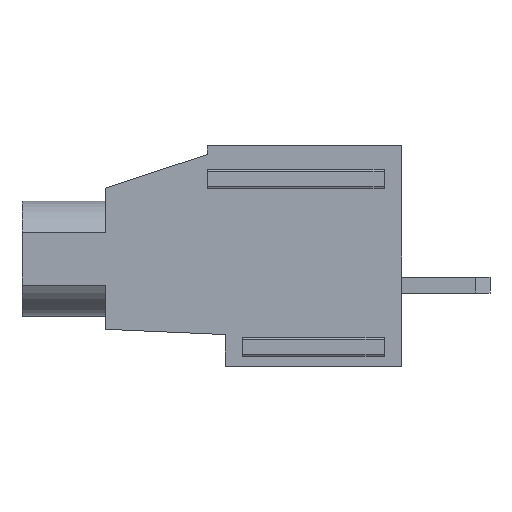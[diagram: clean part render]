
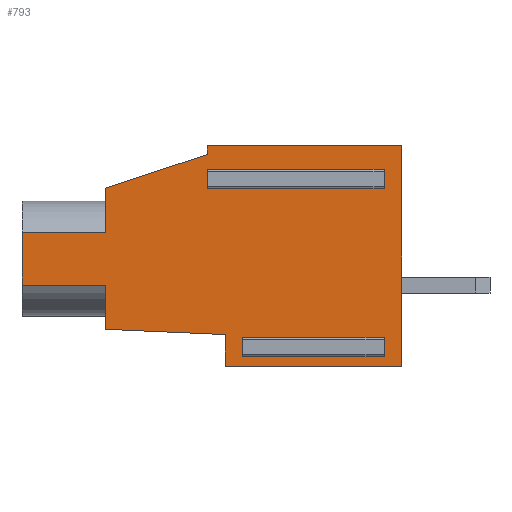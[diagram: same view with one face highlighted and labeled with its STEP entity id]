
A CAD part, left-side view. The second image highlights one B-rep face of the part: STEP entity #793.
In plain terms, the highlighted planar face has unit normal (-1, 0, 0).
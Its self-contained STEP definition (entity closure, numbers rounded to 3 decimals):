
#793 = ADVANCED_FACE( '', ( #1592, #1593, #1594 ), #1595, .F. );
#1592 = FACE_OUTER_BOUND( '', #2411, .T. );
#1593 = FACE_BOUND( '', #2412, .T. );
#1594 = FACE_BOUND( '', #2413, .T. );
#1595 = PLANE( '', #2414 );
#2411 = EDGE_LOOP( '', ( #4730, #4731, #4732, #4733, #4734, #4735, #4736, #4737, #4738, #4739, #4740, #4741 ) );
#2412 = EDGE_LOOP( '', ( #4742, #4743, #4744, #4745 ) );
#2413 = EDGE_LOOP( '', ( #4746, #4747, #4748, #4749 ) );
#2414 = AXIS2_PLACEMENT_3D( '', #4750, #4751, #4752 );
#4730 = ORIENTED_EDGE( '', *, *, #6036, .T. );
#4731 = ORIENTED_EDGE( '', *, *, #5776, .F. );
#4732 = ORIENTED_EDGE( '', *, *, #6101, .F. );
#4733 = ORIENTED_EDGE( '', *, *, #5996, .F. );
#4734 = ORIENTED_EDGE( '', *, *, #6098, .T. );
#4735 = ORIENTED_EDGE( '', *, *, #6102, .T. );
#4736 = ORIENTED_EDGE( '', *, *, #5265, .F. );
#4737 = ORIENTED_EDGE( '', *, *, #5591, .T. );
#4738 = ORIENTED_EDGE( '', *, *, #5694, .T. );
#4739 = ORIENTED_EDGE( '', *, *, #5462, .T. );
#4740 = ORIENTED_EDGE( '', *, *, #5522, .F. );
#4741 = ORIENTED_EDGE( '', *, *, #5543, .T. );
#4742 = ORIENTED_EDGE( '', *, *, #6103, .F. );
#4743 = ORIENTED_EDGE( '', *, *, #5255, .T. );
#4744 = ORIENTED_EDGE( '', *, *, #6104, .F. );
#4745 = ORIENTED_EDGE( '', *, *, #5920, .T. );
#4746 = ORIENTED_EDGE( '', *, *, #5398, .F. );
#4747 = ORIENTED_EDGE( '', *, *, #5931, .F. );
#4748 = ORIENTED_EDGE( '', *, *, #5417, .F. );
#4749 = ORIENTED_EDGE( '', *, *, #6105, .T. );
#4750 = CARTESIAN_POINT( '', ( 0., 10., -10.091 ) );
#4751 = DIRECTION( '', ( 1., 0., 0. ) );
#4752 = DIRECTION( '', ( 0., 0., -1. ) );
#5255 = EDGE_CURVE( '', #6374, #6375, #6376, .T. );
#5265 = EDGE_CURVE( '', #6392, #6394, #6395, .T. );
#5398 = EDGE_CURVE( '', #6621, #6623, #6624, .T. );
#5417 = EDGE_CURVE( '', #6654, #6656, #6657, .T. );
#5462 = EDGE_CURVE( '', #6730, #6728, #6731, .T. );
#5522 = EDGE_CURVE( '', #6823, #6728, #6825, .T. );
#5543 = EDGE_CURVE( '', #6823, #6854, #6856, .T. );
#5591 = EDGE_CURVE( '', #6392, #6930, #6932, .T. );
#5694 = EDGE_CURVE( '', #6930, #6730, #7097, .T. );
#5776 = EDGE_CURVE( '', #7215, #7217, #7218, .T. );
#5920 = EDGE_CURVE( '', #7410, #7408, #7411, .T. );
#5931 = EDGE_CURVE( '', #6656, #6621, #7425, .T. );
#5996 = EDGE_CURVE( '', #7507, #7509, #7510, .T. );
#6036 = EDGE_CURVE( '', #6854, #7217, #7561, .T. );
#6098 = EDGE_CURVE( '', #7507, #7629, #7631, .T. );
#6101 = EDGE_CURVE( '', #7509, #7215, #7634, .T. );
#6102 = EDGE_CURVE( '', #7629, #6394, #7635, .T. );
#6103 = EDGE_CURVE( '', #6374, #7408, #7636, .T. );
#6104 = EDGE_CURVE( '', #7410, #6375, #7637, .T. );
#6105 = EDGE_CURVE( '', #6654, #6623, #7638, .T. );
#6374 = VERTEX_POINT( '', #8000 );
#6375 = VERTEX_POINT( '', #8001 );
#6376 = LINE( '', #8002, #8003 );
#6392 = VERTEX_POINT( '', #8022 );
#6394 = VERTEX_POINT( '', #8025 );
#6395 = LINE( '', #8026, #8027 );
#6621 = VERTEX_POINT( '', #8342 );
#6623 = VERTEX_POINT( '', #8344 );
#6624 = LINE( '', #8345, #8346 );
#6654 = VERTEX_POINT( '', #8385 );
#6656 = VERTEX_POINT( '', #8387 );
#6657 = LINE( '', #8388, #8389 );
#6728 = VERTEX_POINT( '', #8490 );
#6730 = VERTEX_POINT( '', #8493 );
#6731 = LINE( '', #8494, #8495 );
#6823 = VERTEX_POINT( '', #8631 );
#6825 = LINE( '', #8634, #8635 );
#6854 = VERTEX_POINT( '', #8672 );
#6856 = LINE( '', #8675, #8676 );
#6930 = VERTEX_POINT( '', #8779 );
#6932 = LINE( '', #8782, #8783 );
#7097 = LINE( '', #9034, #9035 );
#7215 = VERTEX_POINT( '', #9208 );
#7217 = VERTEX_POINT( '', #9211 );
#7218 = LINE( '', #9212, #9213 );
#7408 = VERTEX_POINT( '', #9503 );
#7410 = VERTEX_POINT( '', #9505 );
#7411 = LINE( '', #9506, #9507 );
#7425 = LINE( '', #9526, #9527 );
#7507 = VERTEX_POINT( '', #9645 );
#7509 = VERTEX_POINT( '', #9648 );
#7510 = LINE( '', #9649, #9650 );
#7561 = LINE( '', #9728, #9729 );
#7629 = VERTEX_POINT( '', #9820 );
#7631 = LINE( '', #9823, #9824 );
#7634 = LINE( '', #9827, #9828 );
#7635 = LINE( '', #9829, #9830 );
#7636 = LINE( '', #9831, #9832 );
#7637 = LINE( '', #9833, #9834 );
#7638 = LINE( '', #9835, #9836 );
#8000 = CARTESIAN_POINT( '', ( 0., 1., -10.973 ) );
#8001 = CARTESIAN_POINT( '', ( 0., 1., -11.827 ) );
#8002 = CARTESIAN_POINT( '', ( 0., 1., -8.666 ) );
#8003 = VECTOR( '', #10012, 1000. );
#8022 = CARTESIAN_POINT( '', ( 0., 16.8, -4.9 ) );
#8025 = CARTESIAN_POINT( '', ( 0., 16.8, -2.4 ) );
#8026 = CARTESIAN_POINT( '', ( 0., 16.8, -8.666 ) );
#8027 = VECTOR( '', #10029, 1000. );
#8342 = CARTESIAN_POINT( '', ( 0., 11., -2.327 ) );
#8344 = CARTESIAN_POINT( '', ( 0., 1., -2.327 ) );
#8345 = CARTESIAN_POINT( '', ( 0., 5.057, -2.327 ) );
#8346 = VECTOR( '', #10173, 1000. );
#8385 = CARTESIAN_POINT( '', ( 0., 1., -1.473 ) );
#8387 = CARTESIAN_POINT( '', ( 0., 11., -1.473 ) );
#8388 = CARTESIAN_POINT( '', ( 0., 5.057, -1.473 ) );
#8389 = VECTOR( '', #10198, 1000. );
#8490 = CARTESIAN_POINT( '', ( 0., 16.8, -7.9 ) );
#8493 = CARTESIAN_POINT( '', ( 0., 21.5, -7.9 ) );
#8494 = CARTESIAN_POINT( '', ( 0., 5.057, -7.9 ) );
#8495 = VECTOR( '', #10239, 1000. );
#8631 = CARTESIAN_POINT( '', ( 0., 16.8, -10.4 ) );
#8634 = CARTESIAN_POINT( '', ( 0., 16.8, -8.666 ) );
#8635 = VECTOR( '', #10288, 1000. );
#8672 = CARTESIAN_POINT( '', ( 0., 10., -10.7 ) );
#8675 = CARTESIAN_POINT( '', ( 0., 5.057, -10.918 ) );
#8676 = VECTOR( '', #10316, 1000. );
#8779 = CARTESIAN_POINT( '', ( 0., 21.5, -4.9 ) );
#8782 = CARTESIAN_POINT( '', ( 0., 5.057, -4.9 ) );
#8783 = VECTOR( '', #10368, 1000. );
#9034 = CARTESIAN_POINT( '', ( 0., 21.5, -8.666 ) );
#9035 = VECTOR( '', #10458, 1000. );
#9208 = CARTESIAN_POINT( '', ( 0., 0., -12.5 ) );
#9211 = CARTESIAN_POINT( '', ( 0., 10., -12.5 ) );
#9212 = CARTESIAN_POINT( '', ( 0., 5.057, -12.5 ) );
#9213 = VECTOR( '', #10533, 1000. );
#9503 = CARTESIAN_POINT( '', ( 0., 9., -10.973 ) );
#9505 = CARTESIAN_POINT( '', ( 0., 9., -11.827 ) );
#9506 = CARTESIAN_POINT( '', ( 0., 9., -8.666 ) );
#9507 = VECTOR( '', #10661, 1000. );
#9526 = CARTESIAN_POINT( '', ( 0., 11., -8.666 ) );
#9527 = VECTOR( '', #10670, 1000. );
#9645 = CARTESIAN_POINT( '', ( 0., 11., 0. ) );
#9648 = CARTESIAN_POINT( '', ( 0., 0., 0. ) );
#9649 = CARTESIAN_POINT( '', ( 0., 5.057, 0. ) );
#9650 = VECTOR( '', #10738, 1000. );
#9728 = CARTESIAN_POINT( '', ( 0., 10., -8.666 ) );
#9729 = VECTOR( '', #10772, 1000. );
#9820 = CARTESIAN_POINT( '', ( 0., 11., -0.5 ) );
#9823 = CARTESIAN_POINT( '', ( 0., 11., -8.666 ) );
#9824 = VECTOR( '', #10815, 1000. );
#9827 = CARTESIAN_POINT( '', ( 0., 0., -8.666 ) );
#9828 = VECTOR( '', #10816, 1000. );
#9829 = CARTESIAN_POINT( '', ( 0., 5.057, 1.447 ) );
#9830 = VECTOR( '', #10817, 1000. );
#9831 = CARTESIAN_POINT( '', ( 0., 5.057, -10.973 ) );
#9832 = VECTOR( '', #10818, 1000. );
#9833 = CARTESIAN_POINT( '', ( 0., 5.057, -11.827 ) );
#9834 = VECTOR( '', #10819, 1000. );
#9835 = CARTESIAN_POINT( '', ( 0., 1., -8.666 ) );
#9836 = VECTOR( '', #10820, 1000. );
#10012 = DIRECTION( '', ( 0., 0., -1. ) );
#10029 = DIRECTION( '', ( 0., 0., 1. ) );
#10173 = DIRECTION( '', ( 0., -1., 0. ) );
#10198 = DIRECTION( '', ( 0., 1., 0. ) );
#10239 = DIRECTION( '', ( 0., -1., 0. ) );
#10288 = DIRECTION( '', ( 0., 0., 1. ) );
#10316 = DIRECTION( '', ( 0., -0.999, -0.044 ) );
#10368 = DIRECTION( '', ( 0., 1., 0. ) );
#10458 = DIRECTION( '', ( 0., 0., -1. ) );
#10533 = DIRECTION( '', ( 0., 1., 0. ) );
#10661 = DIRECTION( '', ( 0., 0., 1. ) );
#10670 = DIRECTION( '', ( 0., 0., -1. ) );
#10738 = DIRECTION( '', ( 0., -1., 0. ) );
#10772 = DIRECTION( '', ( 0., 0., -1. ) );
#10815 = DIRECTION( '', ( 0., 0., -1. ) );
#10816 = DIRECTION( '', ( 0., 0., -1. ) );
#10817 = DIRECTION( '', ( 0., 0.95, -0.311 ) );
#10818 = DIRECTION( '', ( 0., 1., 0. ) );
#10819 = DIRECTION( '', ( 0., -1., 0. ) );
#10820 = DIRECTION( '', ( 0., 0., -1. ) );
